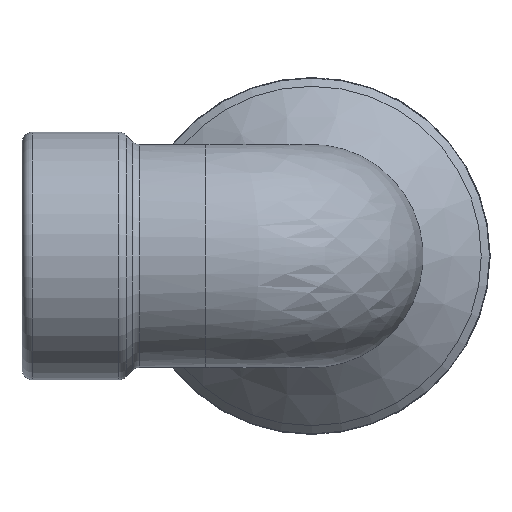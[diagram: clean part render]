
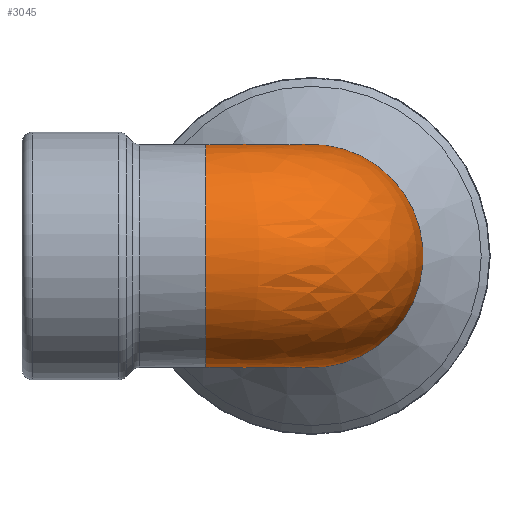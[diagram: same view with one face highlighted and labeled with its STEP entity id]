
A CAD part, left-side view. The second image highlights one B-rep face of the part: STEP entity #3045.
In plain terms, the highlighted free-form (B-spline) face has degree [2, 2] with [9, 3] control points.
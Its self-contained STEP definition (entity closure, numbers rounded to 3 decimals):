
#61=(
BOUNDED_SURFACE()
B_SPLINE_SURFACE(2,2,((#4649,#4650,#4651),(#4652,#4653,#4654),(#4655,#4656,
#4657),(#4658,#4659,#4660),(#4661,#4662,#4663),(#4664,#4665,#4666),(#4667,
#4668,#4669),(#4670,#4671,#4672),(#4673,#4674,#4675)),.UNSPECIFIED.,.F.,
 .F.,.F.)
B_SPLINE_SURFACE_WITH_KNOTS((3,2,2,2,3),(3,3),(-2.812,-1.406,
0.,1.406,2.812),(-3.142,-1.571),
 .UNSPECIFIED.)
GEOMETRIC_REPRESENTATION_ITEM()
RATIONAL_B_SPLINE_SURFACE(((1.,0.707,1.),(0.763,
0.539,0.763),(1.,0.707,1.),(0.763,
0.539,0.763),(1.,0.707,1.),(0.763,
0.539,0.763),(1.,0.707,1.),(0.763,
0.539,0.763),(1.,0.707,1.)))
REPRESENTATION_ITEM('')
SURFACE()
);
#572=FACE_OUTER_BOUND('',#788,.T.);
#788=EDGE_LOOP('',(#2051,#2052));
#1025=CIRCLE('',#3265,33.144);
#1026=CIRCLE('',#3266,33.144);
#1301=VERTEX_POINT('',#4676);
#1302=VERTEX_POINT('',#4677);
#1581=EDGE_CURVE('',#1301,#1302,#1025,.T.);
#1582=EDGE_CURVE('',#1301,#1302,#1026,.T.);
#2051=ORIENTED_EDGE('',*,*,#1581,.T.);
#2052=ORIENTED_EDGE('',*,*,#1582,.F.);
#3045=ADVANCED_FACE('',(#572),#61,.F.);
#3265=AXIS2_PLACEMENT_3D('',#4678,#3672,#3673);
#3266=AXIS2_PLACEMENT_3D('',#4679,#3674,#3675);
#3672=DIRECTION('center_axis',(0.,-1.,0.));
#3673=DIRECTION('ref_axis',(-1.,0.,0.));
#3674=DIRECTION('center_axis',(1.,0.,0.));
#3675=DIRECTION('ref_axis',(0.,0.,-1.));
#4649=CARTESIAN_POINT('Ctrl Pts',(31.36,31.36,-10.727));
#4650=CARTESIAN_POINT('Ctrl Pts',(31.36,31.36,-10.727));
#4651=CARTESIAN_POINT('Ctrl Pts',(31.36,31.36,-10.727));
#4652=CARTESIAN_POINT('Ctrl Pts',(22.27,31.36,-37.302));
#4653=CARTESIAN_POINT('Ctrl Pts',(22.27,22.27,-37.302));
#4654=CARTESIAN_POINT('Ctrl Pts',(31.36,22.27,-37.302));
#4655=CARTESIAN_POINT('Ctrl Pts',(-5.437,31.36,-32.695));
#4656=CARTESIAN_POINT('Ctrl Pts',(-5.437,-5.437,-32.695));
#4657=CARTESIAN_POINT('Ctrl Pts',(31.36,-5.437,-32.695));
#4658=CARTESIAN_POINT('Ctrl Pts',(-33.144,31.36,-28.087));
#4659=CARTESIAN_POINT('Ctrl Pts',(-33.144,-33.144,-28.087));
#4660=CARTESIAN_POINT('Ctrl Pts',(31.36,-33.144,-28.087));
#4661=CARTESIAN_POINT('Ctrl Pts',(-33.144,31.36,0.));
#4662=CARTESIAN_POINT('Ctrl Pts',(-33.144,-33.144,0.));
#4663=CARTESIAN_POINT('Ctrl Pts',(31.36,-33.144,0.));
#4664=CARTESIAN_POINT('Ctrl Pts',(-33.144,31.36,28.087));
#4665=CARTESIAN_POINT('Ctrl Pts',(-33.144,-33.144,28.087));
#4666=CARTESIAN_POINT('Ctrl Pts',(31.36,-33.144,28.087));
#4667=CARTESIAN_POINT('Ctrl Pts',(-5.437,31.36,32.695));
#4668=CARTESIAN_POINT('Ctrl Pts',(-5.437,-5.437,32.695));
#4669=CARTESIAN_POINT('Ctrl Pts',(31.36,-5.437,32.695));
#4670=CARTESIAN_POINT('Ctrl Pts',(22.27,31.36,37.302));
#4671=CARTESIAN_POINT('Ctrl Pts',(22.27,22.27,37.302));
#4672=CARTESIAN_POINT('Ctrl Pts',(31.36,22.27,37.302));
#4673=CARTESIAN_POINT('Ctrl Pts',(31.36,31.36,10.727));
#4674=CARTESIAN_POINT('Ctrl Pts',(31.36,31.36,10.727));
#4675=CARTESIAN_POINT('Ctrl Pts',(31.36,31.36,10.727));
#4676=CARTESIAN_POINT('',(31.36,31.36,10.727));
#4677=CARTESIAN_POINT('',(31.36,31.36,-10.727));
#4678=CARTESIAN_POINT('Origin',(0.,31.36,0.));
#4679=CARTESIAN_POINT('Origin',(31.36,0.,0.));
